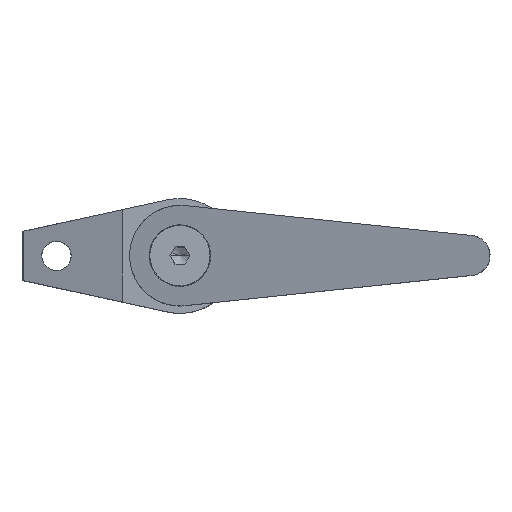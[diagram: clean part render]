
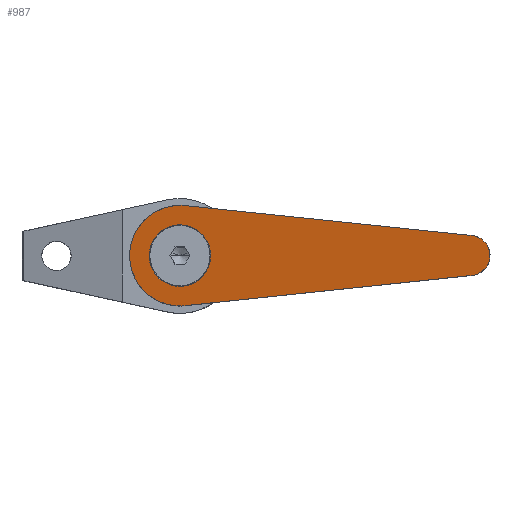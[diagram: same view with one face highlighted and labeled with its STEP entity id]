
A CAD part, top view. The second image highlights one B-rep face of the part: STEP entity #987.
In plain terms, the highlighted planar face has unit normal (-0.255, 0, 0.967).
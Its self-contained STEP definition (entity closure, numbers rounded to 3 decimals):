
#657=VERTEX_POINT('',#1824);
#669=EDGE_CURVE('',#719,#687,#1840,.T.);
#687=VERTEX_POINT('',#1859);
#689=EDGE_CURVE('',#687,#1169,#1861,.T.);
#717=EDGE_CURVE('',#943,#719,#1895,.T.);
#719=VERTEX_POINT('',#1897);
#753=EDGE_CURVE('',#779,#1183,#1934,.T.);
#779=VERTEX_POINT('',#1964);
#837=EDGE_CURVE('',#1303,#851,#2025,.T.);
#851=VERTEX_POINT('',#2040);
#913=EDGE_CURVE('',#915,#943,#2108,.T.);
#915=VERTEX_POINT('',#2110);
#943=VERTEX_POINT('',#2142);
#987=ADVANCED_FACE('',(#2188,#2189),#2190,.F.);
#1025=VERTEX_POINT('',#2233);
#1155=EDGE_CURVE('',#1169,#1183,#2368,.T.);
#1169=VERTEX_POINT('',#2383);
#1183=VERTEX_POINT('',#2399);
#1185=EDGE_CURVE('',#657,#851,#2401,.T.);
#1191=EDGE_CURVE('',#1025,#1665,#2408,.T.);
#1269=EDGE_CURVE('',#1277,#1303,#2496,.T.);
#1277=VERTEX_POINT('',#2504);
#1303=VERTEX_POINT('',#2533);
#1377=EDGE_CURVE('',#915,#657,#2613,.T.);
#1461=EDGE_CURVE('',#1277,#779,#2710,.T.);
#1605=EDGE_CURVE('',#1665,#1025,#2876,.T.);
#1665=VERTEX_POINT('',#2947);
#1824=CARTESIAN_POINT('',(-0.176,-17.5,147.367));
#1840=ELLIPSE('',#3173,7.239,7.0);
#1859=CARTESIAN_POINT('',(101.728,6.962,174.23));
#1861=LINE('',#3201,#3202);
#1895=LINE('',#3267,#3268);
#1897=CARTESIAN_POINT('',(101.728,-6.962,174.23));
#1934=LINE('',#3318,#3319);
#1964=CARTESIAN_POINT('',(-0.176,17.5,147.367));
#2025=ELLIPSE('',#3451,18.098,17.5);
#2040=CARTESIAN_POINT('',(-0.176,-17.499,147.367));
#2108=ELLIPSE('',#3594,18.098,17.5);
#2110=CARTESIAN_POINT('',(-0.168,-17.499,147.369));
#2142=CARTESIAN_POINT('',(1.819,-17.405,147.893));
#2188=FACE_BOUND('',#3719,.T.);
#2189=FACE_OUTER_BOUND('',#3720,.T.);
#2190=PLANE('',#3721);
#2233=CARTESIAN_POINT('',(10.71,0.,150.237));
#2368=ELLIPSE('',#3998,18.098,17.5);
#2383=CARTESIAN_POINT('',(1.819,17.405,147.893));
#2399=CARTESIAN_POINT('',(-0.168,17.499,147.369));
#2401=LINE('',#4036,#4037);
#2408=ELLIPSE('',#4045,11.076,10.71);
#2496=ELLIPSE('',#4158,18.098,17.5);
#2504=CARTESIAN_POINT('',(-0.176,17.499,147.367));
#2533=CARTESIAN_POINT('',(-1.819,-17.405,146.934));
#2613=LINE('',#4320,#4321);
#2710=LINE('',#4466,#4467);
#2876=ELLIPSE('',#4730,11.076,10.71);
#2947=CARTESIAN_POINT('',(-10.71,0.,144.59));
#3173=AXIS2_PLACEMENT_3D('',#5028,#5029,#5030);
#3201=CARTESIAN_POINT('',(56.279,11.713,162.249));
#3202=VECTOR('',#5047,1.0);
#3267=CARTESIAN_POINT('',(103.02,-6.827,174.571));
#3268=VECTOR('',#5078,1.0);
#3318=CARTESIAN_POINT('',(-0.176,17.5,147.367));
#3319=VECTOR('',#5120,1.0);
#3451=AXIS2_PLACEMENT_3D('',#5215,#5216,#5217);
#3594=AXIS2_PLACEMENT_3D('',#5307,#5308,#5309);
#3719=EDGE_LOOP('',(#5393,#5394));
#3720=EDGE_LOOP('',(#5395,#5396,#5397,#5398,#5399,#5400,#5401,#5402,#5403,#5404,#5405));
#3721=AXIS2_PLACEMENT_3D('',#5406,#5407,#5408);
#3998=AXIS2_PLACEMENT_3D('',#5547,#5548,#5549);
#4036=CARTESIAN_POINT('',(-0.176,-17.5,147.367));
#4037=VECTOR('',#5591,1.0);
#4045=AXIS2_PLACEMENT_3D('',#5600,#5601,#5602);
#4158=AXIS2_PLACEMENT_3D('',#5735,#5736,#5737);
#4320=CARTESIAN_POINT('',(101.773,-6.622,174.242));
#4321=VECTOR('',#5853,1.0);
#4466=CARTESIAN_POINT('',(-0.176,-17.5,147.367));
#4467=VECTOR('',#5998,1.0);
#4730=AXIS2_PLACEMENT_3D('',#6229,#6230,#6231);
#5028=CARTESIAN_POINT('',(101.0,0.0,174.038));
#5029=DIRECTION('',(-0.255,0.,0.967));
#5030=DIRECTION('',(0.967,0.,0.255));
#5047=DIRECTION('',(-0.962,0.101,-0.254));
#5078=DIRECTION('',(0.962,0.101,0.254));
#5120=DIRECTION('',(0.962,-0.103,0.254));
#5215=CARTESIAN_POINT('',(0.,0.0,147.413));
#5216=DIRECTION('',(-0.255,0.,0.967));
#5217=DIRECTION('',(0.967,0.,0.255));
#5307=CARTESIAN_POINT('',(0.,0.0,147.413));
#5308=DIRECTION('',(-0.255,0.,0.967));
#5309=DIRECTION('',(0.967,0.,0.255));
#5393=ORIENTED_EDGE('',*,*,#1605,.T.);
#5394=ORIENTED_EDGE('',*,*,#1191,.T.);
#5395=ORIENTED_EDGE('',*,*,#1269,.T.);
#5396=ORIENTED_EDGE('',*,*,#837,.T.);
#5397=ORIENTED_EDGE('',*,*,#1185,.F.);
#5398=ORIENTED_EDGE('',*,*,#1377,.F.);
#5399=ORIENTED_EDGE('',*,*,#913,.T.);
#5400=ORIENTED_EDGE('',*,*,#717,.T.);
#5401=ORIENTED_EDGE('',*,*,#669,.T.);
#5402=ORIENTED_EDGE('',*,*,#689,.T.);
#5403=ORIENTED_EDGE('',*,*,#1155,.T.);
#5404=ORIENTED_EDGE('',*,*,#753,.F.);
#5405=ORIENTED_EDGE('',*,*,#1461,.F.);
#5406=CARTESIAN_POINT('',(48.087,0.,160.09));
#5407=DIRECTION('',(0.255,0.,-0.967));
#5408=DIRECTION('',(0.246,0.967,0.065));
#5547=CARTESIAN_POINT('',(0.,0.0,147.413));
#5548=DIRECTION('',(-0.255,0.,0.967));
#5549=DIRECTION('',(0.967,0.,0.255));
#5591=DIRECTION('',(0.,1.0,0.));
#5600=CARTESIAN_POINT('',(0.,0.,147.413));
#5601=DIRECTION('',(0.255,0.,-0.967));
#5602=DIRECTION('',(0.967,0.,0.255));
#5735=CARTESIAN_POINT('',(0.,0.0,147.413));
#5736=DIRECTION('',(-0.255,0.,0.967));
#5737=DIRECTION('',(0.967,0.,0.255));
#5853=DIRECTION('',(-0.962,-0.103,-0.254));
#5998=DIRECTION('',(0.,1.0,0.));
#6229=CARTESIAN_POINT('',(0.,0.,147.413));
#6230=DIRECTION('',(0.255,0.,-0.967));
#6231=DIRECTION('',(0.967,0.,0.255));
